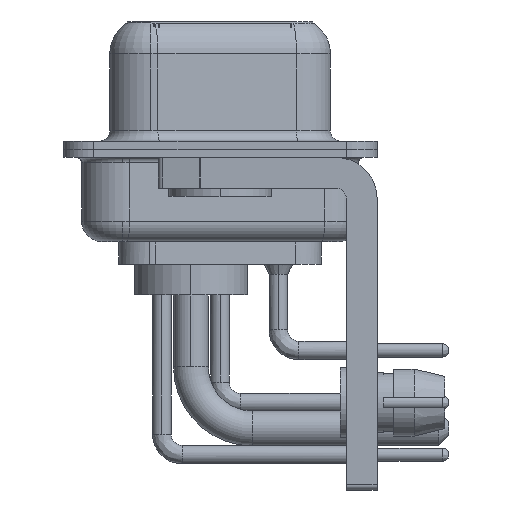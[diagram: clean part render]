
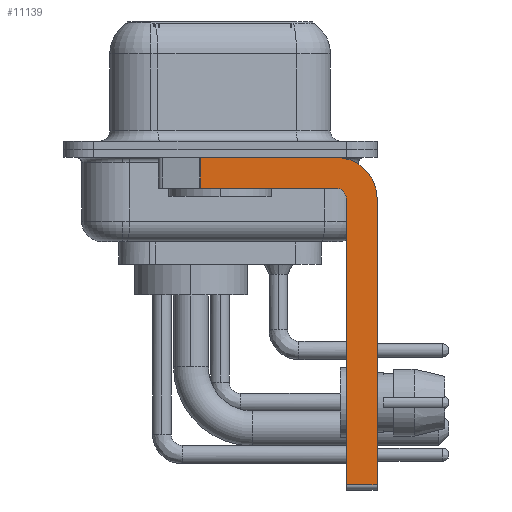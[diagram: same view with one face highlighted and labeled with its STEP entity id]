
A CAD part, left-side view. The second image highlights one B-rep face of the part: STEP entity #11139.
In plain terms, the highlighted planar face has unit normal (-1, 0, 0).
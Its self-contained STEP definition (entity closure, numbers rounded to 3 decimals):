
#344 = ORIENTED_EDGE ( 'NONE', *, *, #18929, .F. ) ;
#599 = AXIS2_PLACEMENT_3D ( 'NONE', #21060, #8875, #21369 ) ;
#1077 = EDGE_CURVE ( 'NONE', #15024, #17487, #11368, .T. ) ;
#1894 = CARTESIAN_POINT ( 'NONE',  ( -2.9, 0.978, -1.9 ) ) ;
#2718 = CARTESIAN_POINT ( 'NONE',  ( -2.9, -5.65, -0.4 ) ) ;
#3067 = ORIENTED_EDGE ( 'NONE', *, *, #31081, .F. ) ;
#3080 = ORIENTED_EDGE ( 'NONE', *, *, #11556, .F. ) ;
#3597 = CARTESIAN_POINT ( 'NONE',  ( -2.9, -6.15, -16.35 ) ) ;
#3633 = VERTEX_POINT ( 'NONE', #13808 ) ;
#4119 = CARTESIAN_POINT ( 'NONE',  ( -2.9, -7.65, -16.35 ) ) ;
#4341 = CARTESIAN_POINT ( 'NONE',  ( -2.9, -5.65, -16.35 ) ) ;
#4418 = VERTEX_POINT ( 'NONE', #3597 ) ;
#4511 = DIRECTION ( 'NONE',  ( 1., 0., 0. ) ) ;
#5081 = LINE ( 'NONE', #7646, #21992 ) ;
#6787 = FACE_OUTER_BOUND ( 'NONE', #12001, .T. ) ;
#7260 = AXIS2_PLACEMENT_3D ( 'NONE', #31623, #4511, #26193 ) ;
#7327 = AXIS2_PLACEMENT_3D ( 'NONE', #7527, #22276, #24365 ) ;
#7527 = CARTESIAN_POINT ( 'NONE',  ( -2.9, -5.65, -2.4 ) ) ;
#7644 = LINE ( 'NONE', #17417, #13696 ) ;
#7646 = CARTESIAN_POINT ( 'NONE',  ( -2.9, 3., -0.4 ) ) ;
#8875 = DIRECTION ( 'NONE',  ( -1., 0., 0. ) ) ;
#10352 = DIRECTION ( 'NONE',  ( 0., -1., 0. ) ) ;
#11139 = ADVANCED_FACE ( 'NONE', ( #6787 ), #16538, .F. ) ;
#11304 = VECTOR ( 'NONE', #21006, 1000. ) ;
#11368 = LINE ( 'NONE', #14083, #11304 ) ;
#11394 = VECTOR ( 'NONE', #18608, 1000. ) ;
#11556 = EDGE_CURVE ( 'NONE', #28594, #15024, #12387, .T. ) ;
#11701 = DIRECTION ( 'NONE',  ( 0., -1., 0. ) ) ;
#11784 = CARTESIAN_POINT ( 'NONE',  ( -2.9, -5.65, -1.9 ) ) ;
#11808 = LINE ( 'NONE', #17099, #13503 ) ;
#12001 = EDGE_LOOP ( 'NONE', ( #3067, #13167, #31254, #3080, #24041, #27162, #28240, #344 ) ) ;
#12387 = CIRCLE ( 'NONE', #599, 0.5 ) ;
#13119 = EDGE_CURVE ( 'NONE', #3633, #17487, #11808, .T. ) ;
#13167 = ORIENTED_EDGE ( 'NONE', *, *, #13119, .T. ) ;
#13503 = VECTOR ( 'NONE', #28851, 1000. ) ;
#13696 = VECTOR ( 'NONE', #24811, 1000. ) ;
#13808 = CARTESIAN_POINT ( 'NONE',  ( -2.9, 0.978, -0.4 ) ) ;
#14083 = CARTESIAN_POINT ( 'NONE',  ( -2.9, -5.65, -1.9 ) ) ;
#15024 = VERTEX_POINT ( 'NONE', #11784 ) ;
#16022 = VERTEX_POINT ( 'NONE', #2718 ) ;
#16538 = PLANE ( 'NONE',  #7260 ) ;
#17099 = CARTESIAN_POINT ( 'NONE',  ( -2.9, 0.978, -1.9 ) ) ;
#17412 = EDGE_CURVE ( 'NONE', #18823, #24040, #26310, .T. ) ;
#17417 = CARTESIAN_POINT ( 'NONE',  ( -2.9, -6.15, -16.6 ) ) ;
#17487 = VERTEX_POINT ( 'NONE', #1894 ) ;
#18608 = DIRECTION ( 'NONE',  ( 0., 0., -1. ) ) ;
#18823 = VERTEX_POINT ( 'NONE', #28259 ) ;
#18929 = EDGE_CURVE ( 'NONE', #16022, #18823, #29942, .T. ) ;
#21006 = DIRECTION ( 'NONE',  ( 0., 1., 0. ) ) ;
#21060 = CARTESIAN_POINT ( 'NONE',  ( -2.9, -5.65, -2.4 ) ) ;
#21369 = DIRECTION ( 'NONE',  ( 0., 0., 1. ) ) ;
#21972 = LINE ( 'NONE', #4341, #22270 ) ;
#21992 = VECTOR ( 'NONE', #10352, 1000. ) ;
#22270 = VECTOR ( 'NONE', #11701, 1000. ) ;
#22276 = DIRECTION ( 'NONE',  ( 1., 0., 0. ) ) ;
#23423 = CARTESIAN_POINT ( 'NONE',  ( -2.9, -7.65, -2.4 ) ) ;
#24040 = VERTEX_POINT ( 'NONE', #4119 ) ;
#24041 = ORIENTED_EDGE ( 'NONE', *, *, #29788, .F. ) ;
#24125 = CARTESIAN_POINT ( 'NONE',  ( -2.9, -6.15, -2.4 ) ) ;
#24365 = DIRECTION ( 'NONE',  ( 0., 0., -1. ) ) ;
#24811 = DIRECTION ( 'NONE',  ( 0., 0., 1. ) ) ;
#26193 = DIRECTION ( 'NONE',  ( 0., 0., -1. ) ) ;
#26310 = LINE ( 'NONE', #23423, #11394 ) ;
#27103 = EDGE_CURVE ( 'NONE', #4418, #24040, #21972, .T. ) ;
#27162 = ORIENTED_EDGE ( 'NONE', *, *, #27103, .T. ) ;
#28240 = ORIENTED_EDGE ( 'NONE', *, *, #17412, .F. ) ;
#28259 = CARTESIAN_POINT ( 'NONE',  ( -2.9, -7.65, -2.4 ) ) ;
#28594 = VERTEX_POINT ( 'NONE', #24125 ) ;
#28851 = DIRECTION ( 'NONE',  ( 0., 0., -1. ) ) ;
#29788 = EDGE_CURVE ( 'NONE', #4418, #28594, #7644, .T. ) ;
#29942 = CIRCLE ( 'NONE', #7327, 2. ) ;
#31081 = EDGE_CURVE ( 'NONE', #3633, #16022, #5081, .T. ) ;
#31254 = ORIENTED_EDGE ( 'NONE', *, *, #1077, .F. ) ;
#31623 = CARTESIAN_POINT ( 'NONE',  ( -2.9, -5.65, -2.4 ) ) ;
